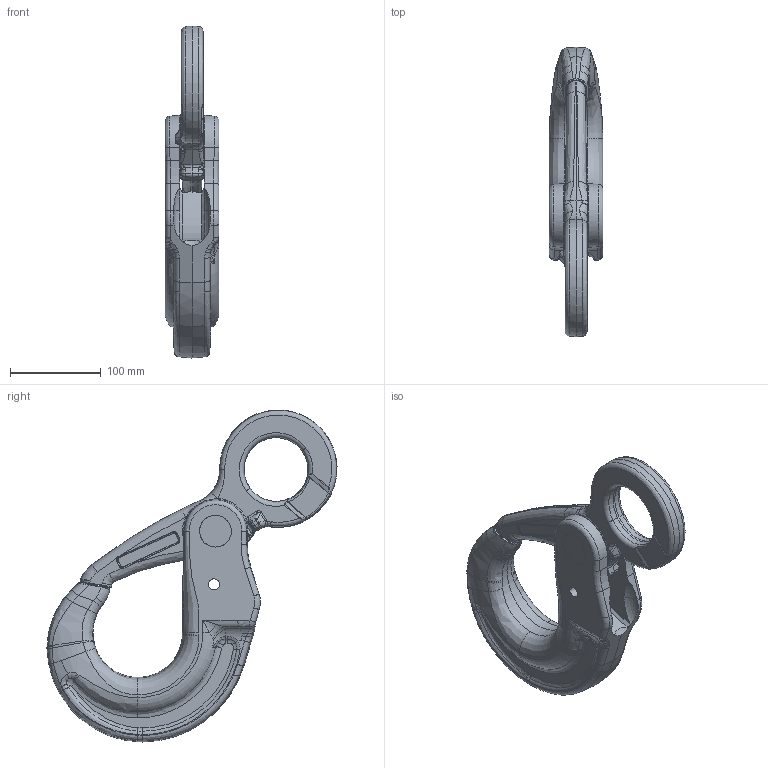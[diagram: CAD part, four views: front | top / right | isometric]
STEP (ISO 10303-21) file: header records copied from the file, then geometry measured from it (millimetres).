
FILE_DESCRIPTION(('CATIA V5 STEP Exchange'),'2;1');
FILE_NAME('X-025-22.stp','2019-06-20T07:57:52+00:00',('none'),('none'),'CATIA Version 5 Release 21 GA (IN-10)','CATIA V5 STEP AP203','none');
FILE_SCHEMA(('CONFIG_CONTROL_DESIGN'));
Length unit declared in the file: millimetre
Products named in the file (1): 22
Assembly tree (3 placements, depth 2):
  22
    #58
    #29485
    #51068
Bounding box: 59 x 318.94 x 365.12 mm (x, y, z)
Volume: 1595559.8 mm3; surface area: 178292.5 mm2
Topology: 3 solids, 3 shells, 556 faces, 1349 edges, 772 vertices
Faces by surface type: bspline 336, cylinder 62, plane 51, cone 50, torus 47, sphere 10
Entity records: 51155 total; most frequent: CARTESIAN_POINT 41478, ORIENTED_EDGE 2634, EDGE_CURVE 1317, B_SPLINE_CURVE_WITH_KNOTS 986, VERTEX_POINT 766, DIRECTION 755, EDGE_LOOP 567, ADVANCED_FACE 556
